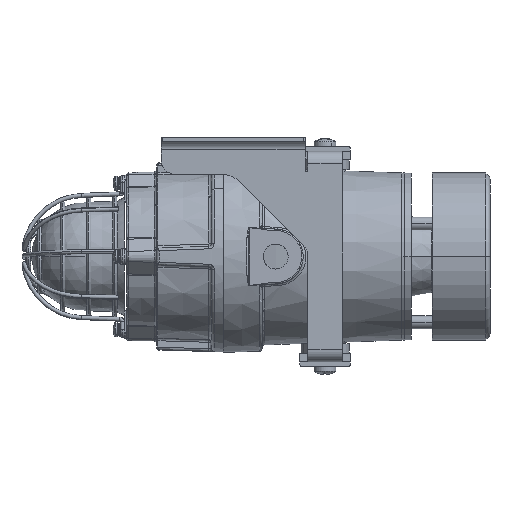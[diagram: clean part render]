
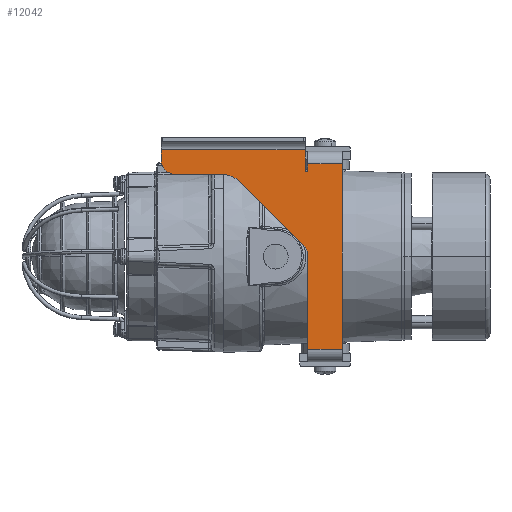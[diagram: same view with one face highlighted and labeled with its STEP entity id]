
A CAD part, front view. The second image highlights one B-rep face of the part: STEP entity #12042.
In plain terms, the highlighted face is planar.
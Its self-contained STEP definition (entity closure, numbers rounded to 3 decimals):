
#1064 = VECTOR ( 'NONE', #50452, 1000. ) ;
#1171 = DIRECTION ( 'NONE',  ( 0., 0., -1. ) ) ;
#1770 = CARTESIAN_POINT ( 'NONE',  ( -62., 78., 14.5 ) ) ;
#5509 = EDGE_LOOP ( 'NONE', ( #25724, #25898, #29468, #56497, #40628, #8550, #22363, #51185, #12857, #24334, #45304, #44753, #27715, #23367 ) ) ;
#6007 = VERTEX_POINT ( 'NONE', #37085 ) ;
#6490 = EDGE_CURVE ( 'NONE', #27194, #50064, #38904, .T. ) ;
#6519 = CARTESIAN_POINT ( 'NONE',  ( -54.142, 78., 61.642 ) ) ;
#7806 = VERTEX_POINT ( 'NONE', #31137 ) ;
#8550 = ORIENTED_EDGE ( 'NONE', *, *, #17503, .T. ) ;
#8870 = EDGE_CURVE ( 'NONE', #30781, #50064, #25668, .T. ) ;
#9913 = CARTESIAN_POINT ( 'NONE',  ( 67.8, 78., 12.5 ) ) ;
#12042 = ADVANCED_FACE ( 'NONE', ( #15542 ), #30338, .T. ) ;
#12556 = LINE ( 'NONE', #40882, #35223 ) ;
#12857 = ORIENTED_EDGE ( 'NONE', *, *, #51815, .T. ) ;
#13034 = EDGE_CURVE ( 'NONE', #36976, #6007, #33707, .T. ) ;
#13212 = CARTESIAN_POINT ( 'NONE',  ( -62., 78., 12.5 ) ) ;
#13882 = VERTEX_POINT ( 'NONE', #14227 ) ;
#14227 = CARTESIAN_POINT ( 'NONE',  ( -7.929, 78., 15.429 ) ) ;
#15542 = FACE_OUTER_BOUND ( 'NONE', #5509, .T. ) ;
#16644 = VECTOR ( 'NONE', #32854, 1000. ) ;
#16834 = LINE ( 'NONE', #37742, #57732 ) ;
#17221 = EDGE_CURVE ( 'NONE', #53703, #37710, #18205, .T. ) ;
#17503 = EDGE_CURVE ( 'NONE', #13882, #37710, #61964, .T. ) ;
#18205 = LINE ( 'NONE', #62957, #24947 ) ;
#20105 = DIRECTION ( 'NONE',  ( 0., -1., 0. ) ) ;
#20232 = CARTESIAN_POINT ( 'NONE',  ( -40., 78., 75.784 ) ) ;
#20331 = EDGE_CURVE ( 'NONE', #13882, #21352, #16834, .T. ) ;
#20792 = DIRECTION ( 'NONE',  ( -1., 0., 0. ) ) ;
#20840 = CARTESIAN_POINT ( 'NONE',  ( -67.8, 78., 12.5 ) ) ;
#21281 = LINE ( 'NONE', #60560, #30981 ) ;
#21352 = VERTEX_POINT ( 'NONE', #6519 ) ;
#21894 = EDGE_CURVE ( 'NONE', #21352, #62923, #57917, .T. ) ;
#22363 = ORIENTED_EDGE ( 'NONE', *, *, #17221, .F. ) ;
#23367 = ORIENTED_EDGE ( 'NONE', *, *, #41043, .F. ) ;
#23829 = EDGE_CURVE ( 'NONE', #7806, #53703, #40236, .T. ) ;
#24290 = DIRECTION ( 'NONE',  ( 0., 0., 1. ) ) ;
#24334 = ORIENTED_EDGE ( 'NONE', *, *, #6490, .T. ) ;
#24399 = DIRECTION ( 'NONE',  ( 0., 0., 1. ) ) ;
#24435 = VERTEX_POINT ( 'NONE', #1770 ) ;
#24497 = VERTEX_POINT ( 'NONE', #32419 ) ;
#24947 = VECTOR ( 'NONE', #37216, 1000. ) ;
#25668 = LINE ( 'NONE', #35664, #26606 ) ;
#25676 = DIRECTION ( 'NONE',  ( 0., 1., 0. ) ) ;
#25724 = ORIENTED_EDGE ( 'NONE', *, *, #13034, .F. ) ;
#25732 = CARTESIAN_POINT ( 'NONE',  ( -0.858, 78., 12.5 ) ) ;
#25898 = ORIENTED_EDGE ( 'NONE', *, *, #31153, .T. ) ;
#25933 = AXIS2_PLACEMENT_3D ( 'NONE', #58409, #20105, #24290 ) ;
#26606 = VECTOR ( 'NONE', #41139, 1000. ) ;
#26745 = DIRECTION ( 'NONE',  ( -1., 0., 0. ) ) ;
#26937 = VECTOR ( 'NONE', #59536, 1000. ) ;
#27124 = EDGE_CURVE ( 'NONE', #24435, #30781, #12556, .T. ) ;
#27194 = VERTEX_POINT ( 'NONE', #43756 ) ;
#27387 = LINE ( 'NONE', #51903, #16644 ) ;
#27715 = ORIENTED_EDGE ( 'NONE', *, *, #28739, .F. ) ;
#28596 = CIRCLE ( 'NONE', #38897, 10. ) ;
#28739 = EDGE_CURVE ( 'NONE', #42498, #24435, #40737, .T. ) ;
#29468 = ORIENTED_EDGE ( 'NONE', *, *, #50871, .F. ) ;
#29543 = CARTESIAN_POINT ( 'NONE',  ( -67.8, 78., -12.5 ) ) ;
#30193 = VECTOR ( 'NONE', #20792, 1000. ) ;
#30338 = PLANE ( 'NONE',  #58941 ) ;
#30734 = CARTESIAN_POINT ( 'NONE',  ( -78., 78., 119.5 ) ) ;
#30781 = VERTEX_POINT ( 'NONE', #13212 ) ;
#30981 = VECTOR ( 'NONE', #26745, 1000. ) ;
#31137 = CARTESIAN_POINT ( 'NONE',  ( 67.8, 78., -12.5 ) ) ;
#31153 = EDGE_CURVE ( 'NONE', #36976, #24497, #28596, .T. ) ;
#31304 = DIRECTION ( 'NONE',  ( -0.707, 0., 0.707 ) ) ;
#32419 = CARTESIAN_POINT ( 'NONE',  ( -60., 78., 109.5 ) ) ;
#32854 = DIRECTION ( 'NONE',  ( 0., 0., -1. ) ) ;
#33249 = AXIS2_PLACEMENT_3D ( 'NONE', #20232, #39864, #1171 ) ;
#33707 = LINE ( 'NONE', #30734, #30193 ) ;
#33920 = VECTOR ( 'NONE', #24399, 1000. ) ;
#34764 = CARTESIAN_POINT ( 'NONE',  ( 67.8, 78., -12.5 ) ) ;
#35223 = VECTOR ( 'NONE', #61161, 1000. ) ;
#35664 = CARTESIAN_POINT ( 'NONE',  ( -67.8, 78., 12.5 ) ) ;
#35926 = LINE ( 'NONE', #36265, #1064 ) ;
#36265 = CARTESIAN_POINT ( 'NONE',  ( -60., 78., 75.784 ) ) ;
#36976 = VERTEX_POINT ( 'NONE', #45225 ) ;
#37085 = CARTESIAN_POINT ( 'NONE',  ( -78., 78., 119.5 ) ) ;
#37216 = DIRECTION ( 'NONE',  ( -1., 0., 0. ) ) ;
#37710 = VERTEX_POINT ( 'NONE', #25732 ) ;
#37742 = CARTESIAN_POINT ( 'NONE',  ( -5., 78., 12.5 ) ) ;
#38897 = AXIS2_PLACEMENT_3D ( 'NONE', #50843, #25676, #41147 ) ;
#38904 = LINE ( 'NONE', #29543, #33920 ) ;
#39526 = CARTESIAN_POINT ( 'NONE',  ( -78., 78., 14.5 ) ) ;
#39864 = DIRECTION ( 'NONE',  ( 0., 1., 0. ) ) ;
#40236 = LINE ( 'NONE', #34764, #26937 ) ;
#40628 = ORIENTED_EDGE ( 'NONE', *, *, #20331, .F. ) ;
#40737 = LINE ( 'NONE', #45892, #56558 ) ;
#40882 = CARTESIAN_POINT ( 'NONE',  ( -62., 78., -12.5 ) ) ;
#41043 = EDGE_CURVE ( 'NONE', #6007, #42498, #27387, .T. ) ;
#41139 = DIRECTION ( 'NONE',  ( -1., 0., 0. ) ) ;
#41147 = DIRECTION ( 'NONE',  ( 0., 0., 1. ) ) ;
#42498 = VERTEX_POINT ( 'NONE', #39526 ) ;
#43756 = CARTESIAN_POINT ( 'NONE',  ( -67.8, 78., -12.5 ) ) ;
#43888 = DIRECTION ( 'NONE',  ( 0., 1., 0. ) ) ;
#44753 = ORIENTED_EDGE ( 'NONE', *, *, #27124, .F. ) ;
#45225 = CARTESIAN_POINT ( 'NONE',  ( -70., 78., 119.5 ) ) ;
#45304 = ORIENTED_EDGE ( 'NONE', *, *, #8870, .F. ) ;
#45892 = CARTESIAN_POINT ( 'NONE',  ( -67.8, 78., 14.5 ) ) ;
#49043 = CARTESIAN_POINT ( 'NONE',  ( -67.8, 78., -12.5 ) ) ;
#50064 = VERTEX_POINT ( 'NONE', #20840 ) ;
#50452 = DIRECTION ( 'NONE',  ( 0., 0., 1. ) ) ;
#50843 = CARTESIAN_POINT ( 'NONE',  ( -70., 78., 109.5 ) ) ;
#50871 = EDGE_CURVE ( 'NONE', #62923, #24497, #35926, .T. ) ;
#51185 = ORIENTED_EDGE ( 'NONE', *, *, #23829, .F. ) ;
#51815 = EDGE_CURVE ( 'NONE', #7806, #27194, #21281, .T. ) ;
#51903 = CARTESIAN_POINT ( 'NONE',  ( -78., 78., 119.5 ) ) ;
#53703 = VERTEX_POINT ( 'NONE', #9913 ) ;
#54829 = DIRECTION ( 'NONE',  ( 0., 0., 1. ) ) ;
#55529 = DIRECTION ( 'NONE',  ( 1., 0., 0. ) ) ;
#56497 = ORIENTED_EDGE ( 'NONE', *, *, #21894, .F. ) ;
#56558 = VECTOR ( 'NONE', #55529, 1000. ) ;
#57732 = VECTOR ( 'NONE', #31304, 1000. ) ;
#57917 = CIRCLE ( 'NONE', #33249, 20. ) ;
#58409 = CARTESIAN_POINT ( 'NONE',  ( -0.858, 78., 22.5 ) ) ;
#58941 = AXIS2_PLACEMENT_3D ( 'NONE', #49043, #43888, #54829 ) ;
#59536 = DIRECTION ( 'NONE',  ( 0., 0., 1. ) ) ;
#60560 = CARTESIAN_POINT ( 'NONE',  ( -67.8, 78., -12.5 ) ) ;
#61161 = DIRECTION ( 'NONE',  ( 0., 0., -1. ) ) ;
#61964 = CIRCLE ( 'NONE', #25933, 10. ) ;
#62923 = VERTEX_POINT ( 'NONE', #63081 ) ;
#62957 = CARTESIAN_POINT ( 'NONE',  ( -67.8, 78., 12.5 ) ) ;
#63081 = CARTESIAN_POINT ( 'NONE',  ( -60., 78., 75.784 ) ) ;
